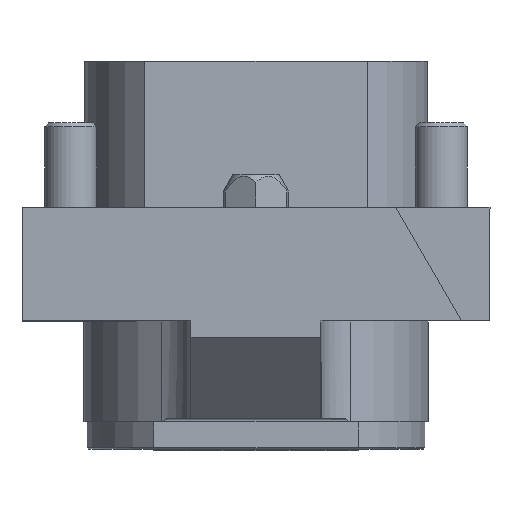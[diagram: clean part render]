
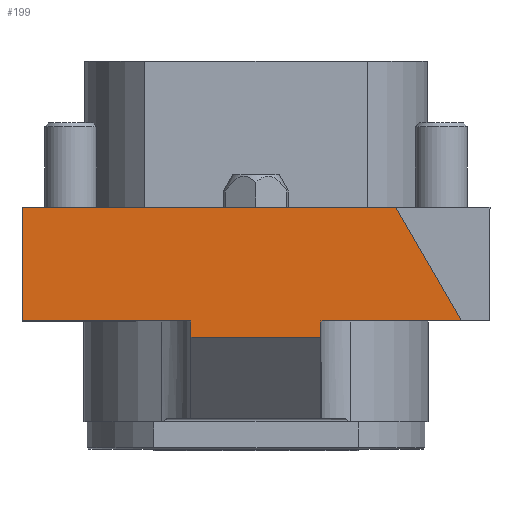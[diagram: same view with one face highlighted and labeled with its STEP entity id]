
A CAD part, left-side view. The second image highlights one B-rep face of the part: STEP entity #199.
In plain terms, the highlighted planar face has unit normal (-1, 0, 0).
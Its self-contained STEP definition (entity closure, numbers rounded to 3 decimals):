
#86=FACE_OUTER_BOUND('',#449,.T.);
#199=ADVANCED_FACE('',(#86),#292,.T.);
#292=PLANE('',#1846);
#449=EDGE_LOOP('',(#951,#952,#953,#954,#955,#956,#957,#958));
#546=LINE('',#2500,#680);
#582=LINE('',#2630,#716);
#594=LINE('',#2661,#728);
#603=LINE('',#2706,#737);
#609=LINE('',#2718,#743);
#610=LINE('',#2720,#744);
#611=LINE('',#2722,#745);
#612=LINE('',#2723,#746);
#680=VECTOR('',#1991,1.);
#716=VECTOR('',#2063,1.);
#728=VECTOR('',#2089,1.);
#737=VECTOR('',#2142,1.);
#743=VECTOR('',#2160,1.);
#744=VECTOR('',#2161,1.);
#745=VECTOR('',#2162,1.);
#746=VECTOR('',#2163,1.);
#951=ORIENTED_EDGE('',*,*,#1521,.T.);
#952=ORIENTED_EDGE('',*,*,#1544,.F.);
#953=ORIENTED_EDGE('',*,*,#1545,.T.);
#954=ORIENTED_EDGE('',*,*,#1546,.T.);
#955=ORIENTED_EDGE('',*,*,#1505,.T.);
#956=ORIENTED_EDGE('',*,*,#1547,.T.);
#957=ORIENTED_EDGE('',*,*,#1450,.T.);
#958=ORIENTED_EDGE('',*,*,#1538,.F.);
#1283=VERTEX_POINT('',#2498);
#1285=VERTEX_POINT('',#2501);
#1338=VERTEX_POINT('',#2629);
#1339=VERTEX_POINT('',#2631);
#1350=VERTEX_POINT('',#2660);
#1351=VERTEX_POINT('',#2662);
#1365=VERTEX_POINT('',#2719);
#1366=VERTEX_POINT('',#2721);
#1450=EDGE_CURVE('',#1285,#1283,#546,.T.);
#1505=EDGE_CURVE('',#1339,#1338,#582,.T.);
#1521=EDGE_CURVE('',#1351,#1350,#594,.T.);
#1538=EDGE_CURVE('',#1351,#1283,#603,.T.);
#1544=EDGE_CURVE('',#1365,#1350,#609,.T.);
#1545=EDGE_CURVE('',#1365,#1366,#610,.T.);
#1546=EDGE_CURVE('',#1366,#1339,#611,.T.);
#1547=EDGE_CURVE('',#1338,#1285,#612,.T.);
#1846=AXIS2_PLACEMENT_3D('',#2724,#2164,#2165);
#1991=DIRECTION('',(0.,1.,0.));
#2063=DIRECTION('',(0.,-1.,0.));
#2089=DIRECTION('',(0.,-1.,0.));
#2142=DIRECTION('',(0.,0.,1.));
#2160=DIRECTION('',(0.,0.,1.));
#2161=DIRECTION('',(0.,-1.,0.));
#2162=DIRECTION('',(0.,0.,1.));
#2163=DIRECTION('',(0.,0.5,0.866));
#2164=DIRECTION('',(-1.,0.,0.));
#2165=DIRECTION('',(0.,0.,1.));
#2498=CARTESIAN_POINT('',(-125.,72.,0.));
#2500=CARTESIAN_POINT('',(-125.,-43.,0.));
#2501=CARTESIAN_POINT('',(-125.,-43.,0.));
#2629=CARTESIAN_POINT('',(-125.,-63.207,-35.));
#2630=CARTESIAN_POINT('',(-125.,-20.,-35.));
#2631=CARTESIAN_POINT('',(-125.,-20.,-35.));
#2660=CARTESIAN_POINT('',(-125.,20.,-35.));
#2661=CARTESIAN_POINT('',(-125.,71.,-35.));
#2662=CARTESIAN_POINT('',(-125.,72.,-35.));
#2706=CARTESIAN_POINT('',(-125.,72.,0.));
#2718=CARTESIAN_POINT('',(-125.,20.,-69.1));
#2719=CARTESIAN_POINT('',(-125.,20.,-40.));
#2720=CARTESIAN_POINT('',(-125.,0.,-40.));
#2721=CARTESIAN_POINT('',(-125.,-20.,-40.));
#2722=CARTESIAN_POINT('',(-125.,-20.,-69.1));
#2723=CARTESIAN_POINT('',(-125.,-62.63,-34.));
#2724=CARTESIAN_POINT('',(-125.,-72.,-66.));
